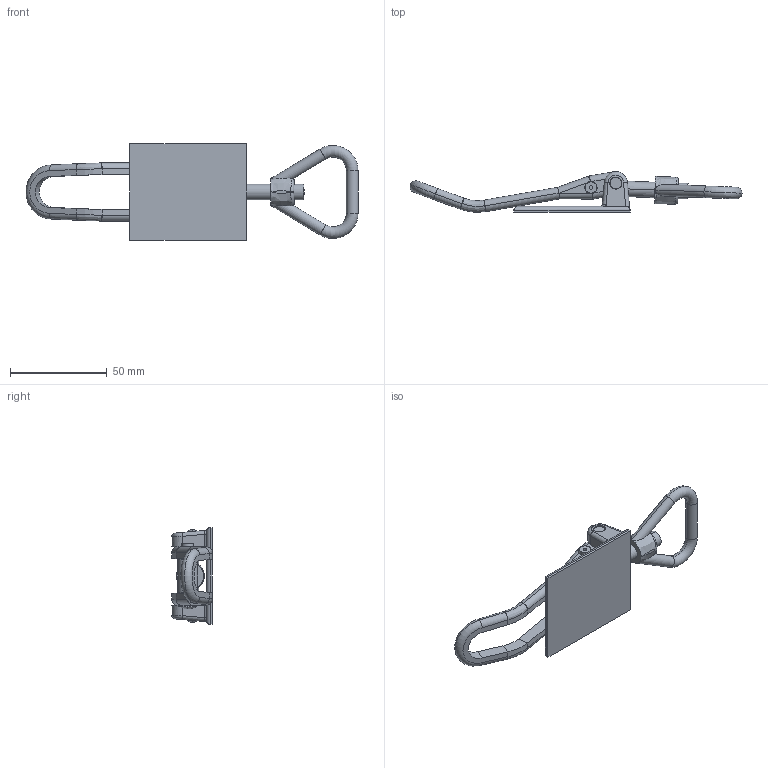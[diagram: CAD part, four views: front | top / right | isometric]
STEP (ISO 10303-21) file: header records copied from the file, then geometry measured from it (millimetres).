
FILE_DESCRIPTION (( 'STEP AP214' ), '1' );
FILE_NAME ('51070 - 404 A.STEP', '2016-12-29T14:22:47', ( '' ), ( '' ), 'SwSTEP 2.0', 'SolidWorks 2015', '' );
FILE_SCHEMA (( 'AUTOMOTIVE_DESIGN' ));
Length unit declared in the file: millimetre
Products named in the file (6): Justerskruv M8; Ring 3; Hålnit 6x34; Bygel 4; 404-504 A; 51070 - 404 A
Assembly tree (5 placements, depth 2):
  51070 - 404 A
    404-504 A
    Bygel 4
    Hålnit 6x34
    Ring 3
    Justerskruv M8
Bounding box: 171.47 x 21 x 50 mm (x, y, z)
Volume: 29832.3 mm3; surface area: 19921.8 mm2
Topology: 5 solids, 5 shells, 197 faces, 464 edges, 279 vertices
Faces by surface type: cylinder 82, plane 57, bspline 36, torus 18, sphere 4
Entity records: 8088 total; most frequent: CARTESIAN_POINT 3654, ORIENTED_EDGE 928, DIRECTION 829, EDGE_CURVE 464, AXIS2_PLACEMENT_3D 325, VERTEX_POINT 279, EDGE_LOOP 213, ADVANCED_FACE 197
